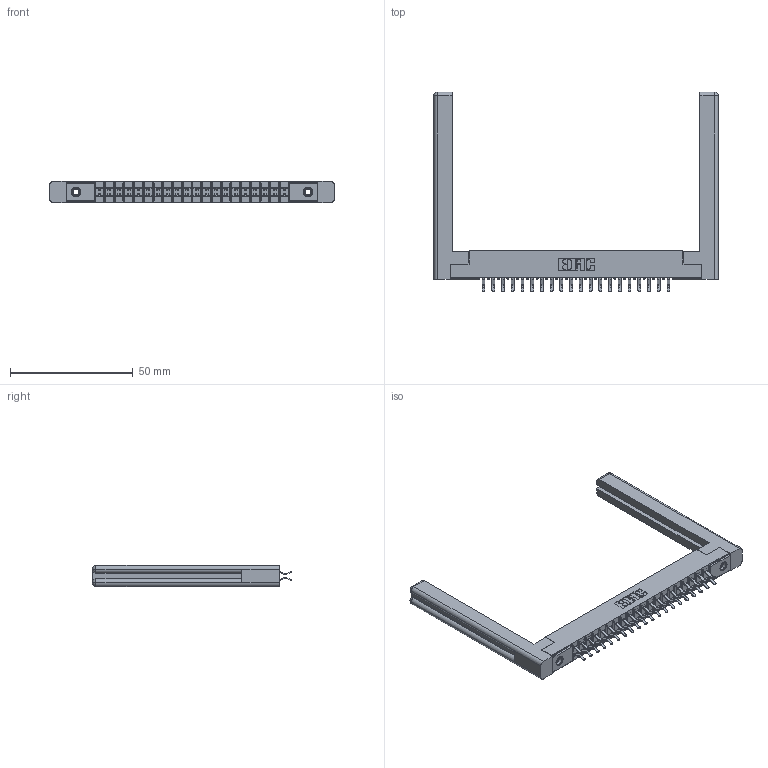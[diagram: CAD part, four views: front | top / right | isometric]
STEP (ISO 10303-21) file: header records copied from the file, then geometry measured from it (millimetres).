
FILE_DESCRIPTION (( 'STEP AP203' ), '1' );
FILE_NAME ('305-040-556-558.STEP', '2019-09-09T19:14:45', ( '' ), ( '' ), 'SwSTEP 2.0', 'SolidWorks 2016', '' );
FILE_SCHEMA (( 'CONFIG_CONTROL_DESIGN' ));
Length unit declared in the file: inch
Products named in the file (5): 305-290-001_556; 307-220-058; 305-040-556-558; 305 Part_.156 Dia; 345-250-001_345-250-001-102
Assembly tree (45 placements, depth 2):
  305-040-556-558
    305 Part_.156 Dia
    305-290-001_556  x40
    345-250-001_345-250-001-102  x2
    307-220-058  x2
Bounding box: 115.87 x 81.28 x 8.71 mm (x, y, z)
Volume: 14706.9 mm3; surface area: 18762.1 mm2
Topology: 45 solids, 45 shells, 2498 faces, 7130 edges, 4632 vertices
Faces by surface type: plane 1392, cylinder 1002, sphere 80, cone 12, torus 12
Entity records: 27188 total; most frequent: CARTESIAN_POINT 4517, ORIENTED_EDGE 4422, DIRECTION 4353, EDGE_CURVE 2211, VECTOR 1749, LINE 1749, VERTEX_POINT 1412, AXIS2_PLACEMENT_3D 1302
